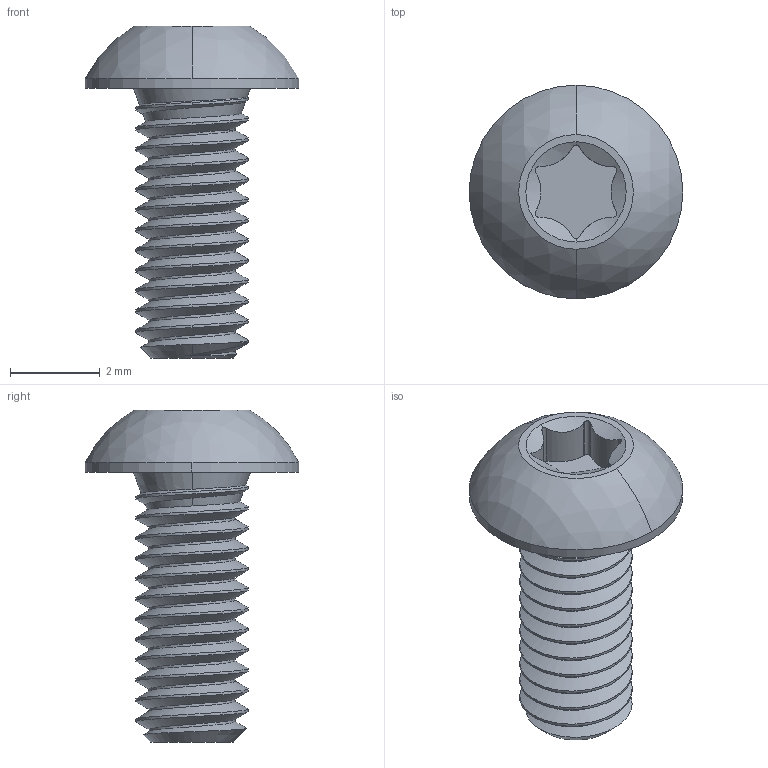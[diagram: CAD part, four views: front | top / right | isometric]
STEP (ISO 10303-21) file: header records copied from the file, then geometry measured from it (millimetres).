
FILE_DESCRIPTION (( 'STEP AP203' ), '1' );
FILE_NAME ('90910A941_Button Head Torx Screws.STEP', '2022-12-02T17:14:59', ( 'Administrator' ), ( 'Managed by Terraform' ), 'SwSTEP 2.0', 'SolidWorks 2017', '' );
FILE_SCHEMA (( 'CONFIG_CONTROL_DESIGN' ));
Length unit declared in the file: millimetre
Products named in the file (1): 90910A941_Button Head Torx Screws
Bounding box: 4.75 x 4.75 x 7.38 mm (x, y, z)
Volume: 39 mm3; surface area: 118.5 mm2
Topology: 1 solids, 1 shells, 63 faces, 176 edges, 117 vertices
Faces by surface type: cylinder 44, cone 8, sphere 4, plane 4, bspline 3
Entity records: 3813 total; most frequent: CARTESIAN_POINT 2315, ORIENTED_EDGE 352, DIRECTION 247, EDGE_CURVE 176, VERTEX_POINT 117, AXIS2_PLACEMENT_3D 98, EDGE_LOOP 65, ADVANCED_FACE 63
